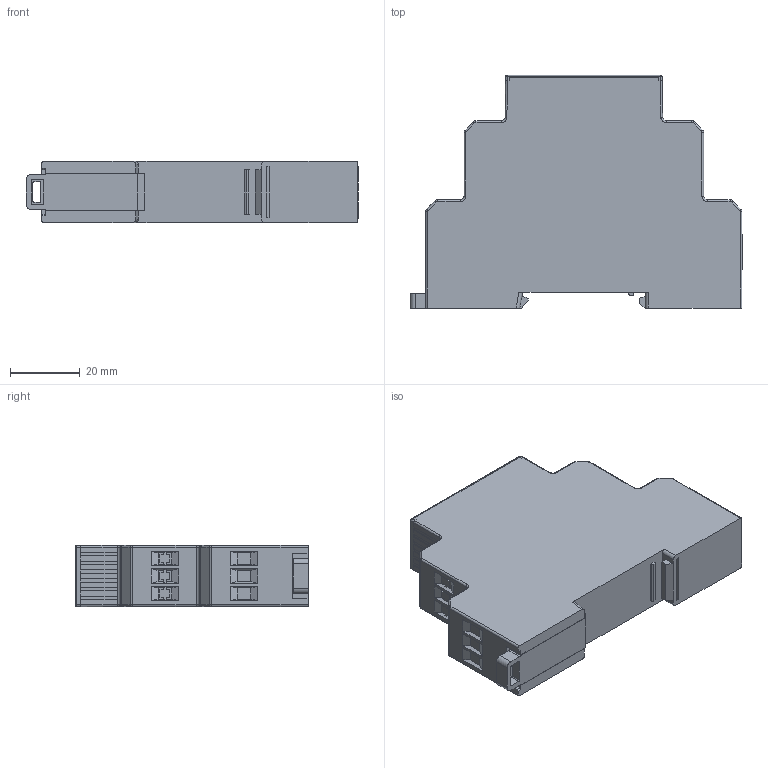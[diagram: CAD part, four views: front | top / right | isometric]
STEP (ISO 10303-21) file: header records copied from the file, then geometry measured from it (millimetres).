
FILE_DESCRIPTION (( 'STEP AP214' ), '1' );
FILE_NAME ('ASCON 311.STEP', '2020-10-14T12:16:01', ( '' ), ( '' ), 'SwSTEP 2.0', 'SolidWorks 2020', '' );
FILE_SCHEMA (( 'AUTOMOTIVE_DESIGN' ));
Length unit declared in the file: millimetre
Products named in the file (1): ASCON 311
Bounding box: 94.9 x 66.6 x 17.5 mm (x, y, z)
Volume: 82868.1 mm3; surface area: 16264.1 mm2
Topology: 1 solids, 3 shells, 569 faces, 1514 edges, 980 vertices
Faces by surface type: plane 426, cylinder 111, torus 28, cone 4
Entity records: 23163 total; most frequent: CARTESIAN_POINT 3088, ORIENTED_EDGE 3028, DIRECTION 2924, EDGE_CURVE 1514, LINE 1228, VECTOR 1228, VERTEX_POINT 980, AXIS2_PLACEMENT_3D 848
